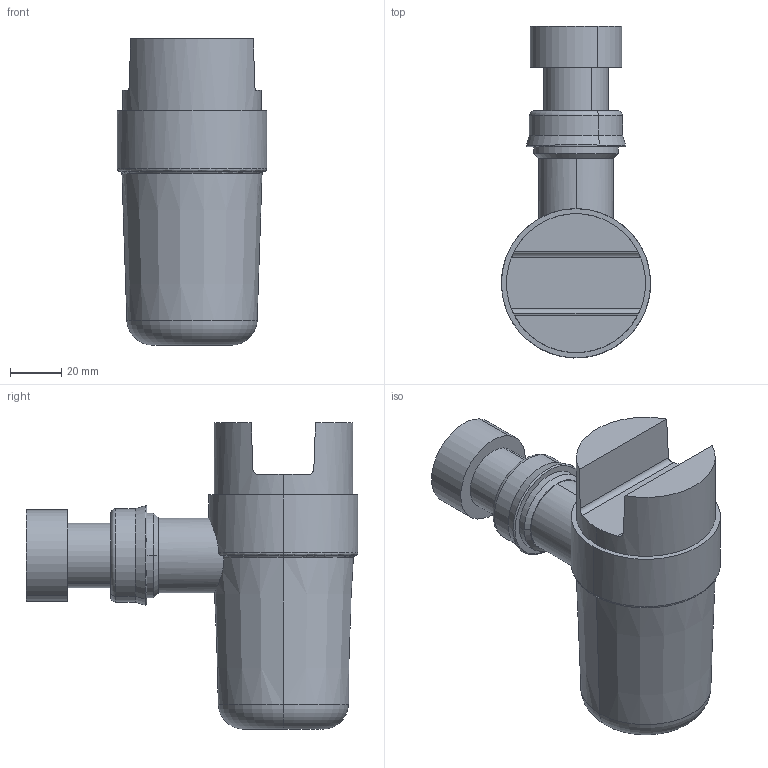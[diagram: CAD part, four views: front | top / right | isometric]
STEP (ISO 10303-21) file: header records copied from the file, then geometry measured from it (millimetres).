
FILE_DESCRIPTION(('CATIA V5 STEP Exchange'),'2;1');
FILE_NAME('STEP_319601_-_TST.stp','2017-06-21T06:01:37+00:00',('none'),('none'),'CATIA Version 5-6 Release 2014 SP5','CATIA V5 STEP AP203','none');
FILE_SCHEMA(('CONFIG_CONTROL_DESIGN'));
Length unit declared in the file: millimetre
Products named in the file (1): 319601
Bounding box: 58 x 129 x 119 mm (x, y, z)
Volume: 287626.3 mm3; surface area: 35375.5 mm2
Topology: 1 solids, 1 shells, 51 faces, 112 edges, 69 vertices
Faces by surface type: cylinder 18, plane 13, torus 10, cone 7, bspline 3
Entity records: 1623 total; most frequent: CARTESIAN_POINT 570, ORIENTED_EDGE 224, DIRECTION 160, EDGE_CURVE 112, AXIS2_PLACEMENT_3D 96, VERTEX_POINT 69, CIRCLE 58, EDGE_LOOP 57
